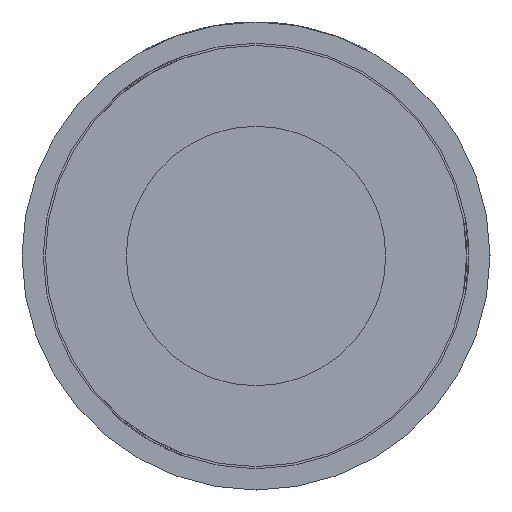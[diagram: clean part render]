
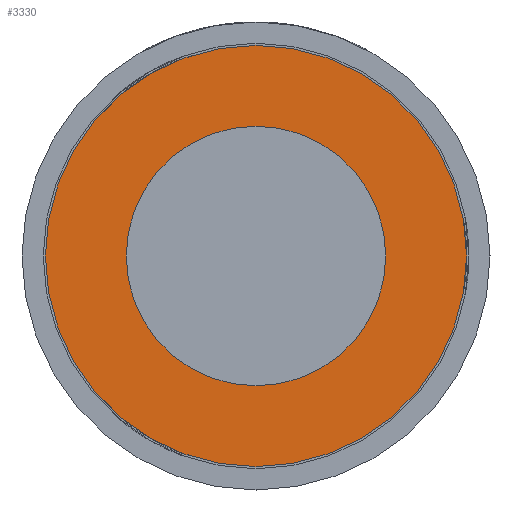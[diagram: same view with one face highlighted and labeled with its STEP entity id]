
A CAD part, front view. The second image highlights one B-rep face of the part: STEP entity #3330.
In plain terms, the highlighted planar face has unit normal (0, -1, 0).
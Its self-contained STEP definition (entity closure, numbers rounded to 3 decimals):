
#136 = FACE_BOUND ( 'NONE', #2238, .T. ) ;
#140 = VERTEX_POINT ( 'NONE', #331 ) ;
#214 = CARTESIAN_POINT ( 'NONE',  ( 0., -29.5, 0. ) ) ;
#268 = CARTESIAN_POINT ( 'NONE',  ( 0., -29.5, 0.61 ) ) ;
#331 = CARTESIAN_POINT ( 'NONE',  ( 0., -29.5, -0.61 ) ) ;
#439 = PLANE ( 'NONE',  #3537 ) ;
#483 = CARTESIAN_POINT ( 'NONE',  ( 0., -29.5, 0. ) ) ;
#492 = DIRECTION ( 'NONE',  ( 0., 1., 0. ) ) ;
#511 = DIRECTION ( 'NONE',  ( 0., 1., 0. ) ) ;
#595 = AXIS2_PLACEMENT_3D ( 'NONE', #214, #511, #2647 ) ;
#639 = DIRECTION ( 'NONE',  ( 0., 1., 0. ) ) ;
#1076 = CIRCLE ( 'NONE', #1888, 0.99 ) ;
#1271 = CIRCLE ( 'NONE', #3042, 0.61 ) ;
#1389 = VERTEX_POINT ( 'NONE', #268 ) ;
#1435 = VERTEX_POINT ( 'NONE', #2077 ) ;
#1456 = AXIS2_PLACEMENT_3D ( 'NONE', #3653, #639, #1557 ) ;
#1557 = DIRECTION ( 'NONE',  ( 0., 0., 1. ) ) ;
#1800 = ORIENTED_EDGE ( 'NONE', *, *, #3682, .T. ) ;
#1888 = AXIS2_PLACEMENT_3D ( 'NONE', #2618, #492, #2657 ) ;
#1943 = CARTESIAN_POINT ( 'NONE',  ( -0.99, -29.5, 0. ) ) ;
#1975 = DIRECTION ( 'NONE',  ( 0., -1., 0. ) ) ;
#2077 = CARTESIAN_POINT ( 'NONE',  ( 0., -29.5, 0.99 ) ) ;
#2081 = FACE_OUTER_BOUND ( 'NONE', #2749, .T. ) ;
#2238 = EDGE_LOOP ( 'NONE', ( #1800, #2800 ) ) ;
#2578 = CIRCLE ( 'NONE', #595, 0.99 ) ;
#2618 = CARTESIAN_POINT ( 'NONE',  ( 0., -29.5, 0. ) ) ;
#2647 = DIRECTION ( 'NONE',  ( 0., 0., 1. ) ) ;
#2657 = DIRECTION ( 'NONE',  ( 0., 0., 1. ) ) ;
#2694 = EDGE_CURVE ( 'Defeature ausgef�hrt1_3+Defeature ausgef�hrt1_2+Defeature ausgef�hrt1_2+Defeature ausgef�hrt1_2', #3435, #1435, #2578, .T. ) ;
#2749 = EDGE_LOOP ( 'NONE', ( #2963, #3422 ) ) ;
#2800 = ORIENTED_EDGE ( 'NONE', *, *, #3121, .T. ) ;
#2927 = DIRECTION ( 'NONE',  ( 0., 0., 1. ) ) ;
#2963 = ORIENTED_EDGE ( 'NONE', *, *, #3514, .F. ) ;
#3042 = AXIS2_PLACEMENT_3D ( 'NONE', #483, #3853, #2927 ) ;
#3121 = EDGE_CURVE ( 'Defeature ausgef�hrt1_2+Defeature ausgef�hrt1_20+Defeature ausgef�hrt1_20+Defeature ausgef�hrt1_20', #140, #1389, #1271, .T. ) ;
#3182 = DIRECTION ( 'NONE',  ( 0., 0., -1. ) ) ;
#3330 = ADVANCED_FACE ( 'Defeature ausgef�hrt1_2', ( #136, #2081 ), #439, .T. ) ;
#3422 = ORIENTED_EDGE ( 'NONE', *, *, #2694, .F. ) ;
#3435 = VERTEX_POINT ( 'NONE', #3807 ) ;
#3514 = EDGE_CURVE ( 'Defeature ausgef�hrt1_3+Defeature ausgef�hrt1_2+Defeature ausgef�hrt1_2+Defeature ausgef�hrt1_2', #1435, #3435, #1076, .T. ) ;
#3537 = AXIS2_PLACEMENT_3D ( 'NONE', #1943, #1975, #3182 ) ;
#3653 = CARTESIAN_POINT ( 'NONE',  ( 0., -29.5, 0. ) ) ;
#3682 = EDGE_CURVE ( 'Defeature ausgef�hrt1_2+Defeature ausgef�hrt1_20+Defeature ausgef�hrt1_20+Defeature ausgef�hrt1_20', #1389, #140, #3810, .T. ) ;
#3807 = CARTESIAN_POINT ( 'NONE',  ( 0., -29.5, -0.99 ) ) ;
#3810 = CIRCLE ( 'NONE', #1456, 0.61 ) ;
#3853 = DIRECTION ( 'NONE',  ( 0., 1., 0. ) ) ;
